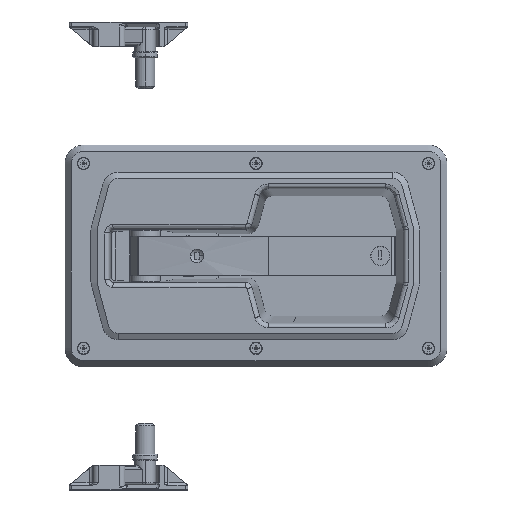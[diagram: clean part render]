
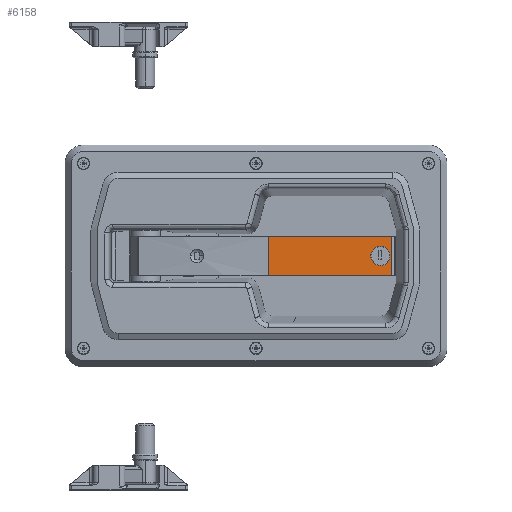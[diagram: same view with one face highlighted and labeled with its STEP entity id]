
A CAD part, top view. The second image highlights one B-rep face of the part: STEP entity #6158.
In plain terms, the highlighted face is planar.
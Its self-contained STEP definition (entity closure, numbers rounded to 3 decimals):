
#46 = EDGE_CURVE ( 'NONE', #15591, #33216, #20810, .T. ) ;
#785 = VERTEX_POINT ( 'NONE', #12303 ) ;
#1386 = VERTEX_POINT ( 'NONE', #39185 ) ;
#2612 = LINE ( 'NONE', #34742, #26196 ) ;
#2941 = AXIS2_PLACEMENT_3D ( 'NONE', #21484, #3043, #24566 ) ;
#3043 = DIRECTION ( 'NONE',  ( 0., 1., 0. ) ) ;
#3485 = ORIENTED_EDGE ( 'NONE', *, *, #20722, .F. ) ;
#4098 = DIRECTION ( 'NONE',  ( -1., 0., 0. ) ) ;
#5299 = CIRCLE ( 'NONE', #2941, 7.75 ) ;
#6158 = ADVANCED_FACE ( 'NONE', ( #36378, #11104 ), #8379, .F. ) ;
#7552 = CIRCLE ( 'NONE', #24929, 7.75 ) ;
#8198 = ORIENTED_EDGE ( 'NONE', *, *, #46, .T. ) ;
#8379 = PLANE ( 'NONE',  #19101 ) ;
#9414 = ORIENTED_EDGE ( 'NONE', *, *, #30614, .F. ) ;
#10063 = ORIENTED_EDGE ( 'NONE', *, *, #21239, .F. ) ;
#10298 = LINE ( 'NONE', #12001, #26656 ) ;
#11104 = FACE_OUTER_BOUND ( 'NONE', #29103, .T. ) ;
#11476 = DIRECTION ( 'NONE',  ( 0., 0., -1. ) ) ;
#12001 = CARTESIAN_POINT ( 'NONE',  ( 200.389, 32., 16. ) ) ;
#12303 = CARTESIAN_POINT ( 'NONE',  ( 191., 32., -7.75 ) ) ;
#12818 = CARTESIAN_POINT ( 'NONE',  ( 200.389, 32., 16. ) ) ;
#13254 = ORIENTED_EDGE ( 'NONE', *, *, #34677, .T. ) ;
#15506 = VERTEX_POINT ( 'NONE', #28225 ) ;
#15591 = VERTEX_POINT ( 'NONE', #16140 ) ;
#16140 = CARTESIAN_POINT ( 'NONE',  ( 200.389, 32., -16. ) ) ;
#16934 = CARTESIAN_POINT ( 'NONE',  ( 100., 32., -16. ) ) ;
#17541 = LINE ( 'NONE', #34708, #18497 ) ;
#17658 = EDGE_LOOP ( 'NONE', ( #9414, #31104 ) ) ;
#17730 = CARTESIAN_POINT ( 'NONE',  ( 191., 32., 0. ) ) ;
#18497 = VECTOR ( 'NONE', #4098, 1000. ) ;
#19101 = AXIS2_PLACEMENT_3D ( 'NONE', #38738, #29804, #11476 ) ;
#20722 = EDGE_CURVE ( 'NONE', #24927, #1386, #17541, .T. ) ;
#20810 = LINE ( 'NONE', #26653, #27970 ) ;
#20840 = DIRECTION ( 'NONE',  ( 0., 0., 1. ) ) ;
#21239 = EDGE_CURVE ( 'NONE', #1386, #33216, #2612, .T. ) ;
#21484 = CARTESIAN_POINT ( 'NONE',  ( 191., 32., 0. ) ) ;
#24566 = DIRECTION ( 'NONE',  ( 0., 0., 1. ) ) ;
#24927 = VERTEX_POINT ( 'NONE', #12818 ) ;
#24929 = AXIS2_PLACEMENT_3D ( 'NONE', #17730, #38956, #20840 ) ;
#25889 = EDGE_CURVE ( 'NONE', #785, #15506, #5299, .T. ) ;
#26196 = VECTOR ( 'NONE', #37758, 1000. ) ;
#26558 = DIRECTION ( 'NONE',  ( -1., 0., 0. ) ) ;
#26653 = CARTESIAN_POINT ( 'NONE',  ( 100., 32., -16. ) ) ;
#26656 = VECTOR ( 'NONE', #33355, 1000. ) ;
#27970 = VECTOR ( 'NONE', #26558, 1000. ) ;
#28225 = CARTESIAN_POINT ( 'NONE',  ( 191., 32., 7.75 ) ) ;
#29103 = EDGE_LOOP ( 'NONE', ( #8198, #10063, #3485, #13254 ) ) ;
#29804 = DIRECTION ( 'NONE',  ( 0., -1., 0. ) ) ;
#30614 = EDGE_CURVE ( 'NONE', #15506, #785, #7552, .T. ) ;
#31104 = ORIENTED_EDGE ( 'NONE', *, *, #25889, .F. ) ;
#33216 = VERTEX_POINT ( 'NONE', #16934 ) ;
#33355 = DIRECTION ( 'NONE',  ( 0., 0., -1. ) ) ;
#34677 = EDGE_CURVE ( 'NONE', #24927, #15591, #10298, .T. ) ;
#34708 = CARTESIAN_POINT ( 'NONE',  ( 100., 32., 16. ) ) ;
#34742 = CARTESIAN_POINT ( 'NONE',  ( 100., 32., 16. ) ) ;
#36378 = FACE_BOUND ( 'NONE', #17658, .T. ) ;
#37758 = DIRECTION ( 'NONE',  ( 0., 0., -1. ) ) ;
#38738 = CARTESIAN_POINT ( 'NONE',  ( 100., 32., 16. ) ) ;
#38956 = DIRECTION ( 'NONE',  ( 0., 1., 0. ) ) ;
#39185 = CARTESIAN_POINT ( 'NONE',  ( 100., 32., 16. ) ) ;
